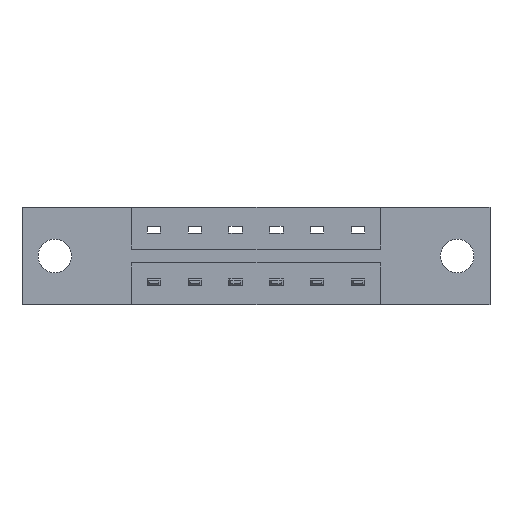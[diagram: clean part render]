
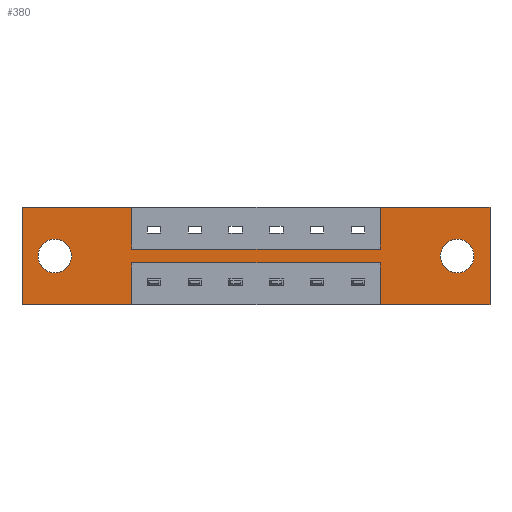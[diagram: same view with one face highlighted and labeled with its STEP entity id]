
A CAD part, front view. The second image highlights one B-rep face of the part: STEP entity #380.
In plain terms, the highlighted planar face has unit normal (0, -1, 0).
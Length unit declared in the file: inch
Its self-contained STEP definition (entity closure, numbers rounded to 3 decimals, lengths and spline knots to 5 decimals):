
#70 = LINE ( 'NONE', #522, #6794 ) ;
#140 = CARTESIAN_POINT ( 'NONE',  ( 1.3665, 0., -0.2115 ) ) ;
#205 = LINE ( 'NONE', #5829, #1974 ) ;
#242 = ORIENTED_EDGE ( 'NONE', *, *, #1305, .F. ) ;
#289 = CARTESIAN_POINT ( 'NONE',  ( 0.4175, 0., -0.2115 ) ) ;
#303 = DIRECTION ( 'NONE',  ( 0., 0., -1. ) ) ;
#380 = ADVANCED_FACE ( 'NONE', ( #7967, #6337, #3102 ), #4668, .T. ) ;
#412 = DIRECTION ( 'NONE',  ( -1., 0., 0. ) ) ;
#480 = VERTEX_POINT ( 'NONE', #1156 ) ;
#522 = CARTESIAN_POINT ( 'NONE',  ( 0.4175, 0., -0.2115 ) ) ;
#541 = VERTEX_POINT ( 'NONE', #5267 ) ;
#667 = CARTESIAN_POINT ( 'NONE',  ( 1.3665, 0., -0.2115 ) ) ;
#736 = VECTOR ( 'NONE', #5647, 39.37008 ) ;
#745 = LINE ( 'NONE', #1801, #3991 ) ;
#751 = CARTESIAN_POINT ( 'NONE',  ( 1.3665, 0., -0.37 ) ) ;
#909 = VERTEX_POINT ( 'NONE', #7518 ) ;
#933 = EDGE_CURVE ( 'NONE', #3896, #1958, #5594, .T. ) ;
#969 = ORIENTED_EDGE ( 'NONE', *, *, #6522, .F. ) ;
#1000 = LINE ( 'NONE', #3002, #7506 ) ;
#1086 = VERTEX_POINT ( 'NONE', #4780 ) ;
#1128 = CARTESIAN_POINT ( 'NONE',  ( 0., 0., -0.37 ) ) ;
#1156 = CARTESIAN_POINT ( 'NONE',  ( 0.4175, 0., -0.37 ) ) ;
#1174 = EDGE_CURVE ( 'NONE', #8148, #480, #7600, .T. ) ;
#1263 = AXIS2_PLACEMENT_3D ( 'NONE', #1128, #5750, #7228 ) ;
#1305 = EDGE_CURVE ( 'NONE', #7381, #5060, #3733, .T. ) ;
#1307 = CARTESIAN_POINT ( 'NONE',  ( 0.125, 0., -0.185 ) ) ;
#1386 = DIRECTION ( 'NONE',  ( 0., 0., 1. ) ) ;
#1387 = VECTOR ( 'NONE', #303, 39.37008 ) ;
#1434 = DIRECTION ( 'NONE',  ( 0., 1., 0. ) ) ;
#1467 = DIRECTION ( 'NONE',  ( 0., 0., -1. ) ) ;
#1574 = CARTESIAN_POINT ( 'NONE',  ( 1.3665, 0., -0.1585 ) ) ;
#1613 = DIRECTION ( 'NONE',  ( -1., 0., 0. ) ) ;
#1653 = EDGE_CURVE ( 'NONE', #541, #6733, #3927, .T. ) ;
#1705 = EDGE_LOOP ( 'NONE', ( #2397, #2172, #4619, #969, #7803, #242, #3554, #4953, #6142, #5775, #4158, #4653 ) ) ;
#1801 = CARTESIAN_POINT ( 'NONE',  ( 0.4175, 0., -0.1585 ) ) ;
#1958 = VERTEX_POINT ( 'NONE', #4375 ) ;
#1974 = VECTOR ( 'NONE', #5760, 39.37008 ) ;
#2039 = EDGE_CURVE ( 'NONE', #6733, #6016, #205, .T. ) ;
#2139 = EDGE_CURVE ( 'NONE', #5060, #6985, #1000, .T. ) ;
#2172 = ORIENTED_EDGE ( 'NONE', *, *, #2039, .F. ) ;
#2203 = VECTOR ( 'NONE', #3656, 39.37008 ) ;
#2397 = ORIENTED_EDGE ( 'NONE', *, *, #6316, .F. ) ;
#2483 = CARTESIAN_POINT ( 'NONE',  ( 1.659, 0., -0.249 ) ) ;
#2562 = VECTOR ( 'NONE', #6822, 39.37008 ) ;
#2609 = CARTESIAN_POINT ( 'NONE',  ( 0.4175, 0., 0. ) ) ;
#2667 = EDGE_LOOP ( 'NONE', ( #5738, #3998 ) ) ;
#2711 = EDGE_CURVE ( 'NONE', #1086, #6466, #4574, .T. ) ;
#2729 = AXIS2_PLACEMENT_3D ( 'NONE', #1307, #1434, #4636 ) ;
#2996 = CARTESIAN_POINT ( 'NONE',  ( 0.4175, 0., -0.1585 ) ) ;
#3002 = CARTESIAN_POINT ( 'NONE',  ( 1.3665, 0., -0.1585 ) ) ;
#3027 = EDGE_CURVE ( 'NONE', #6466, #1086, #8078, .T. ) ;
#3030 = DIRECTION ( 'NONE',  ( 0., 0., 1. ) ) ;
#3102 = FACE_OUTER_BOUND ( 'NONE', #1705, .T. ) ;
#3168 = CARTESIAN_POINT ( 'NONE',  ( 0., 0., -0.37 ) ) ;
#3169 = DIRECTION ( 'NONE',  ( 0., 0., 1. ) ) ;
#3189 = DIRECTION ( 'NONE',  ( 0., 1., 0. ) ) ;
#3198 = CARTESIAN_POINT ( 'NONE',  ( 0.125, 0., -0.185 ) ) ;
#3369 = AXIS2_PLACEMENT_3D ( 'NONE', #7958, #7949, #7927 ) ;
#3445 = VERTEX_POINT ( 'NONE', #5338 ) ;
#3554 = ORIENTED_EDGE ( 'NONE', *, *, #5062, .F. ) ;
#3656 = DIRECTION ( 'NONE',  ( 0., 0., -1. ) ) ;
#3670 = CARTESIAN_POINT ( 'NONE',  ( 0., 0., -0.37 ) ) ;
#3733 = LINE ( 'NONE', #2996, #6571 ) ;
#3803 = CARTESIAN_POINT ( 'NONE',  ( 1.784, 0., 0. ) ) ;
#3896 = VERTEX_POINT ( 'NONE', #3670 ) ;
#3927 = LINE ( 'NONE', #3803, #2203 ) ;
#3991 = VECTOR ( 'NONE', #1467, 39.37008 ) ;
#3998 = ORIENTED_EDGE ( 'NONE', *, *, #3027, .T. ) ;
#4020 = EDGE_CURVE ( 'NONE', #909, #3445, #7332, .T. ) ;
#4158 = ORIENTED_EDGE ( 'NONE', *, *, #1174, .F. ) ;
#4271 = CARTESIAN_POINT ( 'NONE',  ( 1.3665, 0., 0. ) ) ;
#4288 = LINE ( 'NONE', #667, #2562 ) ;
#4375 = CARTESIAN_POINT ( 'NONE',  ( 0., 0., 0. ) ) ;
#4383 = VECTOR ( 'NONE', #5693, 39.37008 ) ;
#4574 = CIRCLE ( 'NONE', #3369, 0.064 ) ;
#4580 = EDGE_CURVE ( 'NONE', #6071, #8148, #70, .T. ) ;
#4606 = CARTESIAN_POINT ( 'NONE',  ( 1.784, 0., -0.37 ) ) ;
#4616 = LINE ( 'NONE', #3168, #7485 ) ;
#4619 = ORIENTED_EDGE ( 'NONE', *, *, #1653, .F. ) ;
#4630 = CARTESIAN_POINT ( 'NONE',  ( 0., 0., 0. ) ) ;
#4636 = DIRECTION ( 'NONE',  ( 0., 0., 1. ) ) ;
#4653 = ORIENTED_EDGE ( 'NONE', *, *, #4580, .F. ) ;
#4668 = PLANE ( 'NONE',  #1263 ) ;
#4692 = CARTESIAN_POINT ( 'NONE',  ( 0., 0., 0. ) ) ;
#4767 = DIRECTION ( 'NONE',  ( 1., 0., 0. ) ) ;
#4780 = CARTESIAN_POINT ( 'NONE',  ( 1.659, 0., -0.121 ) ) ;
#4953 = ORIENTED_EDGE ( 'NONE', *, *, #5516, .F. ) ;
#5060 = VERTEX_POINT ( 'NONE', #1574 ) ;
#5062 = EDGE_CURVE ( 'NONE', #6508, #7381, #745, .T. ) ;
#5203 = CARTESIAN_POINT ( 'NONE',  ( 0.4175, 0., -0.2115 ) ) ;
#5267 = CARTESIAN_POINT ( 'NONE',  ( 1.784, 0., 0. ) ) ;
#5319 = AXIS2_PLACEMENT_3D ( 'NONE', #3198, #3189, #3169 ) ;
#5338 = CARTESIAN_POINT ( 'NONE',  ( 0.125, 0., -0.121 ) ) ;
#5463 = AXIS2_PLACEMENT_3D ( 'NONE', #6848, #6841, #6839 ) ;
#5516 = EDGE_CURVE ( 'NONE', #1958, #6508, #7634, .T. ) ;
#5594 = LINE ( 'NONE', #4630, #6920 ) ;
#5647 = DIRECTION ( 'NONE',  ( 1., 0., 0. ) ) ;
#5669 = CARTESIAN_POINT ( 'NONE',  ( 0., 0., 0. ) ) ;
#5693 = DIRECTION ( 'NONE',  ( 1., 0., 0. ) ) ;
#5738 = ORIENTED_EDGE ( 'NONE', *, *, #2711, .T. ) ;
#5750 = DIRECTION ( 'NONE',  ( 0., -1., 0. ) ) ;
#5760 = DIRECTION ( 'NONE',  ( -1., 0., 0. ) ) ;
#5775 = ORIENTED_EDGE ( 'NONE', *, *, #6887, .F. ) ;
#5829 = CARTESIAN_POINT ( 'NONE',  ( 0., 0., -0.37 ) ) ;
#5906 = ORIENTED_EDGE ( 'NONE', *, *, #4020, .T. ) ;
#5974 = LINE ( 'NONE', #4692, #4383 ) ;
#6016 = VERTEX_POINT ( 'NONE', #751 ) ;
#6071 = VERTEX_POINT ( 'NONE', #140 ) ;
#6142 = ORIENTED_EDGE ( 'NONE', *, *, #933, .F. ) ;
#6212 = CARTESIAN_POINT ( 'NONE',  ( 0.4175, 0., -0.1585 ) ) ;
#6316 = EDGE_CURVE ( 'NONE', #6016, #6071, #4288, .T. ) ;
#6337 = FACE_BOUND ( 'NONE', #7863, .T. ) ;
#6466 = VERTEX_POINT ( 'NONE', #2483 ) ;
#6508 = VERTEX_POINT ( 'NONE', #2609 ) ;
#6522 = EDGE_CURVE ( 'NONE', #6985, #541, #5974, .T. ) ;
#6571 = VECTOR ( 'NONE', #4767, 39.37008 ) ;
#6733 = VERTEX_POINT ( 'NONE', #4606 ) ;
#6794 = VECTOR ( 'NONE', #412, 39.37008 ) ;
#6822 = DIRECTION ( 'NONE',  ( 0., 0., 1. ) ) ;
#6839 = DIRECTION ( 'NONE',  ( 0., 0., -1. ) ) ;
#6841 = DIRECTION ( 'NONE',  ( 0., 1., 0. ) ) ;
#6848 = CARTESIAN_POINT ( 'NONE',  ( 1.659, 0., -0.185 ) ) ;
#6887 = EDGE_CURVE ( 'NONE', #480, #3896, #4616, .T. ) ;
#6920 = VECTOR ( 'NONE', #1386, 39.37008 ) ;
#6928 = EDGE_CURVE ( 'NONE', #3445, #909, #7328, .T. ) ;
#6985 = VERTEX_POINT ( 'NONE', #4271 ) ;
#7062 = ORIENTED_EDGE ( 'NONE', *, *, #6928, .T. ) ;
#7228 = DIRECTION ( 'NONE',  ( 0., 0., -1. ) ) ;
#7328 = CIRCLE ( 'NONE', #2729, 0.064 ) ;
#7332 = CIRCLE ( 'NONE', #5319, 0.064 ) ;
#7381 = VERTEX_POINT ( 'NONE', #6212 ) ;
#7485 = VECTOR ( 'NONE', #1613, 39.37008 ) ;
#7506 = VECTOR ( 'NONE', #3030, 39.37008 ) ;
#7518 = CARTESIAN_POINT ( 'NONE',  ( 0.125, 0., -0.249 ) ) ;
#7600 = LINE ( 'NONE', #289, #1387 ) ;
#7634 = LINE ( 'NONE', #5669, #736 ) ;
#7803 = ORIENTED_EDGE ( 'NONE', *, *, #2139, .F. ) ;
#7863 = EDGE_LOOP ( 'NONE', ( #7062, #5906 ) ) ;
#7927 = DIRECTION ( 'NONE',  ( 0., 0., -1. ) ) ;
#7949 = DIRECTION ( 'NONE',  ( 0., 1., 0. ) ) ;
#7958 = CARTESIAN_POINT ( 'NONE',  ( 1.659, 0., -0.185 ) ) ;
#7967 = FACE_BOUND ( 'NONE', #2667, .T. ) ;
#8078 = CIRCLE ( 'NONE', #5463, 0.064 ) ;
#8148 = VERTEX_POINT ( 'NONE', #5203 ) ;
